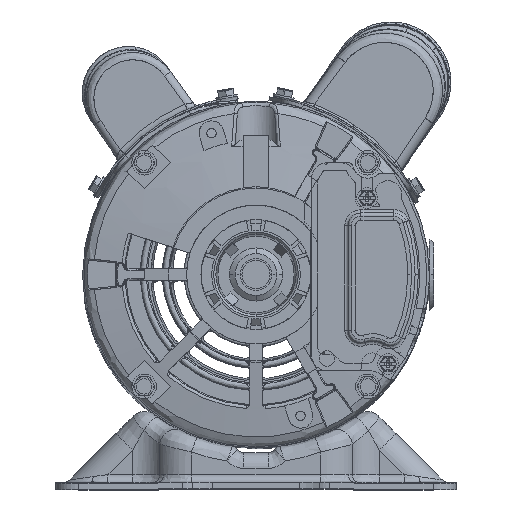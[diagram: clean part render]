
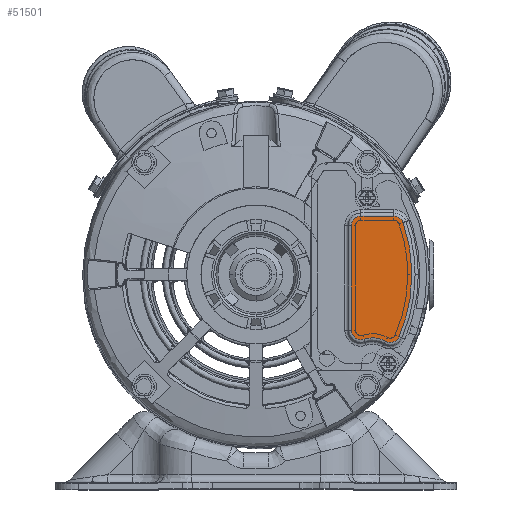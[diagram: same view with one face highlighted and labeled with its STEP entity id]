
A CAD part, top view. The second image highlights one B-rep face of the part: STEP entity #51501.
In plain terms, the highlighted planar face has unit normal (0, 0, 1).
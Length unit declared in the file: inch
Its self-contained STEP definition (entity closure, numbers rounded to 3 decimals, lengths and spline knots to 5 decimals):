
#4440 = VERTEX_POINT ( 'NONE', #11557 ) ;
#6208 = DIRECTION ( 'NONE',  ( 1., 0., 0. ) ) ;
#11557 = CARTESIAN_POINT ( 'NONE',  ( 1.7, 0.94625, 4.325 ) ) ;
#13203 = EDGE_CURVE ( 'NONE', #187803, #41320, #20510, .T. ) ;
#14843 =( BOUNDED_CURVE ( )  B_SPLINE_CURVE ( 3, ( #69896, #85328, #144906, #191702 ),
 .UNSPECIFIED., .F., .F. ) 
 B_SPLINE_CURVE_WITH_KNOTS ( ( 4, 4 ),
 ( 0., 1. ),
 .UNSPECIFIED. ) 
 CURVE ( )  GEOMETRIC_REPRESENTATION_ITEM ( )  RATIONAL_B_SPLINE_CURVE ( ( 1., 0.805, 0.805, 1. ) ) 
 REPRESENTATION_ITEM ( '' )  );
#19443 = CARTESIAN_POINT ( 'NONE',  ( 2.23446, 0.94625, 4.325 ) ) ;
#20510 =( BOUNDED_CURVE ( )  B_SPLINE_CURVE ( 3, ( #195315, #133767, #163874, #118367 ),
 .UNSPECIFIED., .F., .F. ) 
 B_SPLINE_CURVE_WITH_KNOTS ( ( 4, 4 ),
 ( 0., 1. ),
 .UNSPECIFIED. ) 
 CURVE ( )  GEOMETRIC_REPRESENTATION_ITEM ( )  RATIONAL_B_SPLINE_CURVE ( ( 1., 0.954, 0.954, 1. ) ) 
 REPRESENTATION_ITEM ( '' )  );
#21940 = CARTESIAN_POINT ( 'NONE',  ( 2.35893, 0.90669, 4.325 ) ) ;
#22529 = PLANE ( 'NONE',  #94647 ) ;
#23314 = CARTESIAN_POINT ( 'NONE',  ( 1.75119, -1.04963, 4.325 ) ) ;
#38747 = CARTESIAN_POINT ( 'NONE',  ( 1.86745, -1.00932, 4.325 ) ) ;
#40193 = VERTEX_POINT ( 'NONE', #153515 ) ;
#41320 = VERTEX_POINT ( 'NONE', #79022 ) ;
#44428 = CARTESIAN_POINT ( 'NONE',  ( 1.75119, -1.04963, 4.325 ) ) ;
#46615 = EDGE_CURVE ( 'NONE', #41320, #51157, #48462, .T. ) ;
#46992 = CARTESIAN_POINT ( 'NONE',  ( 2.31712, -1.00643, 4.325 ) ) ;
#48462 =( BOUNDED_CURVE ( )  B_SPLINE_CURVE ( 3, ( #46992, #106592, #138686, #91852 ),
 .UNSPECIFIED., .F., .F. ) 
 B_SPLINE_CURVE_WITH_KNOTS ( ( 4, 4 ),
 ( 0., 1. ),
 .UNSPECIFIED. ) 
 CURVE ( )  GEOMETRIC_REPRESENTATION_ITEM ( )  RATIONAL_B_SPLINE_CURVE ( ( 1., 0.78, 0.78, 1. ) ) 
 REPRESENTATION_ITEM ( '' )  );
#51157 = VERTEX_POINT ( 'NONE', #129190 ) ;
#51501 = ADVANCED_FACE ( 'NONE', ( #52392 ), #22529, .T. ) ;
#52177 = CARTESIAN_POINT ( 'NONE',  ( 2.23446, 0.94625, 4.325 ) ) ;
#52392 = FACE_OUTER_BOUND ( 'NONE', #75232, .T. ) ;
#53404 = DIRECTION ( 'NONE',  ( 1., 0., 0. ) ) ;
#54634 = CARTESIAN_POINT ( 'NONE',  ( 1.75119, -1.04963, 4.325 ) ) ;
#62019 = VERTEX_POINT ( 'NONE', #19443 ) ;
#69896 = CARTESIAN_POINT ( 'NONE',  ( 1.54375, 0.79, 4.325 ) ) ;
#72037 = CARTESIAN_POINT ( 'NONE',  ( 1.54375, 0.79, 4.325 ) ) ;
#75232 = EDGE_LOOP ( 'NONE', ( #158832, #132752, #122564, #177439, #113287, #84181, #97264, #119135 ) ) ;
#77233 = CARTESIAN_POINT ( 'NONE',  ( 2.23446, 0.94625, 4.325 ) ) ;
#79022 = CARTESIAN_POINT ( 'NONE',  ( 2.31712, -1.00643, 4.325 ) ) ;
#84181 = ORIENTED_EDGE ( 'NONE', *, *, #157136, .F. ) ;
#85328 = CARTESIAN_POINT ( 'NONE',  ( 1.54375, 0.88153, 4.325 ) ) ;
#86153 = CARTESIAN_POINT ( 'NONE',  ( 2.1738, -0.94418, 4.325 ) ) ;
#87328 = VECTOR ( 'NONE', #118246, 39.37008 ) ;
#88095 = CARTESIAN_POINT ( 'NONE',  ( 2.38177, 0.84208, 4.325 ) ) ;
#91852 = CARTESIAN_POINT ( 'NONE',  ( 2.09735, -1.08045, 4.325 ) ) ;
#94647 = AXIS2_PLACEMENT_3D ( 'NONE', #86153, #114277, #53404 ) ;
#96930 = LINE ( 'NONE', #72037, #87328 ) ;
#97264 = ORIENTED_EDGE ( 'NONE', *, *, #146146, .F. ) ;
#97677 = CARTESIAN_POINT ( 'NONE',  ( 2.38177, 0.84208, 4.325 ) ) ;
#97897 = EDGE_CURVE ( 'NONE', #4440, #62019, #155551, .T. ) ;
#100813 = CARTESIAN_POINT ( 'NONE',  ( 1.6398, -1.08825, 4.325 ) ) ;
#102806 = CARTESIAN_POINT ( 'NONE',  ( 1.54375, -0.902, 4.325 ) ) ;
#106592 = CARTESIAN_POINT ( 'NONE',  ( 2.27765, -1.0973, 4.325 ) ) ;
#107863 = EDGE_CURVE ( 'NONE', #40193, #144616, #96930, .T. ) ;
#112781 = CARTESIAN_POINT ( 'NONE',  ( 1.54375, 0.79, 4.325 ) ) ;
#113287 = ORIENTED_EDGE ( 'NONE', *, *, #107863, .F. ) ;
#114277 = DIRECTION ( 'NONE',  ( 0., 0., 1. ) ) ;
#114873 = VECTOR ( 'NONE', #6208, 39.37008 ) ;
#115054 = CARTESIAN_POINT ( 'NONE',  ( 2.09735, -1.08045, 4.325 ) ) ;
#115552 =( BOUNDED_CURVE ( )  B_SPLINE_CURVE ( 3, ( #52177, #141848, #21940, #97677 ),
 .UNSPECIFIED., .F., .F. ) 
 B_SPLINE_CURVE_WITH_KNOTS ( ( 4, 4 ),
 ( 0., 1. ),
 .UNSPECIFIED. ) 
 CURVE ( )  GEOMETRIC_REPRESENTATION_ITEM ( )  RATIONAL_B_SPLINE_CURVE ( ( 1., 0.878, 0.878, 1. ) ) 
 REPRESENTATION_ITEM ( '' )  );
#118246 = DIRECTION ( 'NONE',  ( 0., 1., 0. ) ) ;
#118367 = CARTESIAN_POINT ( 'NONE',  ( 2.31712, -1.00643, 4.325 ) ) ;
#119135 = ORIENTED_EDGE ( 'NONE', *, *, #46615, .F. ) ;
#120784 = CARTESIAN_POINT ( 'NONE',  ( 1.54375, -1.01989, 4.325 ) ) ;
#122564 = ORIENTED_EDGE ( 'NONE', *, *, #97897, .F. ) ;
#129190 = CARTESIAN_POINT ( 'NONE',  ( 2.09735, -1.08045, 4.325 ) ) ;
#132752 = ORIENTED_EDGE ( 'NONE', *, *, #166488, .F. ) ;
#133767 = CARTESIAN_POINT ( 'NONE',  ( 2.59726, 0.23259, 4.325 ) ) ;
#138488 = VERTEX_POINT ( 'NONE', #44428 ) ;
#138686 = CARTESIAN_POINT ( 'NONE',  ( 2.18375, -1.12893, 4.325 ) ) ;
#141205 =( BOUNDED_CURVE ( )  B_SPLINE_CURVE ( 3, ( #54634, #100813, #120784, #102806 ),
 .UNSPECIFIED., .F., .F. ) 
 B_SPLINE_CURVE_WITH_KNOTS ( ( 4, 4 ),
 ( 0., 1. ),
 .UNSPECIFIED. ) 
 CURVE ( )  GEOMETRIC_REPRESENTATION_ITEM ( )  RATIONAL_B_SPLINE_CURVE ( ( 1., 0.72, 0.72, 1. ) ) 
 REPRESENTATION_ITEM ( '' )  );
#141848 = CARTESIAN_POINT ( 'NONE',  ( 2.30298, 0.94625, 4.325 ) ) ;
#141931 = EDGE_CURVE ( 'NONE', #144616, #4440, #14843, .T. ) ;
#144616 = VERTEX_POINT ( 'NONE', #112781 ) ;
#144906 = CARTESIAN_POINT ( 'NONE',  ( 1.60847, 0.94625, 4.325 ) ) ;
#146146 = EDGE_CURVE ( 'NONE', #51157, #138488, #180586, .T. ) ;
#153515 = CARTESIAN_POINT ( 'NONE',  ( 1.54375, -0.902, 4.325 ) ) ;
#155551 = LINE ( 'NONE', #77233, #114873 ) ;
#157136 = EDGE_CURVE ( 'NONE', #138488, #40193, #141205, .T. ) ;
#158832 = ORIENTED_EDGE ( 'NONE', *, *, #13203, .F. ) ;
#163213 = CARTESIAN_POINT ( 'NONE',  ( 1.99003, -1.02023, 4.325 ) ) ;
#163874 = CARTESIAN_POINT ( 'NONE',  ( 2.57466, -0.41348, 4.325 ) ) ;
#166488 = EDGE_CURVE ( 'NONE', #62019, #187803, #115552, .T. ) ;
#177439 = ORIENTED_EDGE ( 'NONE', *, *, #141931, .F. ) ;
#180586 =( BOUNDED_CURVE ( )  B_SPLINE_CURVE ( 3, ( #115054, #163213, #38747, #23314 ),
 .UNSPECIFIED., .F., .F. ) 
 B_SPLINE_CURVE_WITH_KNOTS ( ( 4, 4 ),
 ( 0., 1. ),
 .UNSPECIFIED. ) 
 CURVE ( )  GEOMETRIC_REPRESENTATION_ITEM ( )  RATIONAL_B_SPLINE_CURVE ( ( 1., 0.941, 0.941, 1. ) ) 
 REPRESENTATION_ITEM ( '' )  );
#187803 = VERTEX_POINT ( 'NONE', #88095 ) ;
#191702 = CARTESIAN_POINT ( 'NONE',  ( 1.7, 0.94625, 4.325 ) ) ;
#195315 = CARTESIAN_POINT ( 'NONE',  ( 2.38177, 0.84208, 4.325 ) ) ;
